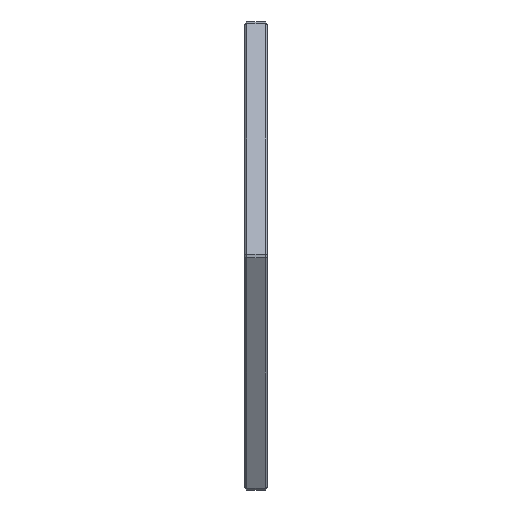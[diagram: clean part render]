
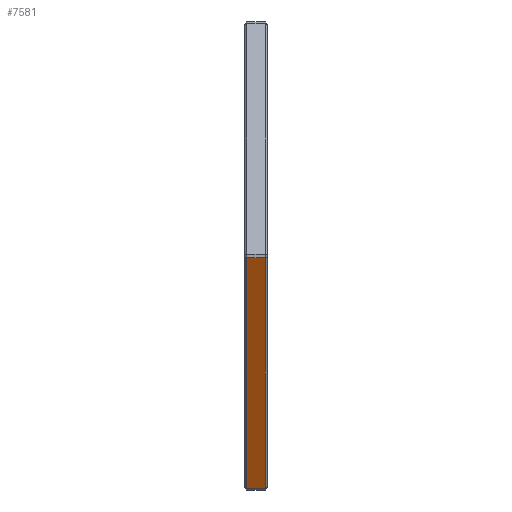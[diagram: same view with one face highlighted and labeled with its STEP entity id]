
A CAD part, front view. The second image highlights one B-rep face of the part: STEP entity #7581.
In plain terms, the highlighted planar face has unit normal (0, -0.866, -0.5).
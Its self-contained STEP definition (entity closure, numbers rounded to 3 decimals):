
#268 = PLANE('',#269);
#269 = AXIS2_PLACEMENT_3D('',#270,#271,#272);
#270 = CARTESIAN_POINT('',(-95.25,-29.783,-51.837));
#271 = DIRECTION('',(0.707,-0.612,-0.354));
#272 = DIRECTION('',(0.,-0.5,0.866));
#1739 = PLANE('',#1740);
#1740 = AXIS2_PLACEMENT_3D('',#1741,#1742,#1743);
#1741 = CARTESIAN_POINT('',(-99.75,-29.783,-51.837));
#1742 = DIRECTION('',(0.707,0.612,0.354));
#1743 = DIRECTION('',(0.,-0.5,0.866));
#2937 = VERTEX_POINT('',#2938);
#2938 = CARTESIAN_POINT('',(-95.5,-30.25,-51.529));
#2961 = VERTEX_POINT('',#2962);
#2962 = CARTESIAN_POINT('',(-95.5,-59.75,-0.433));
#2983 = EDGE_CURVE('',#2937,#2961,#2984,.T.);
#2984 = SURFACE_CURVE('',#2985,(#2989,#2996),.PCURVE_S1.);
#2985 = LINE('',#2986,#2987);
#2986 = CARTESIAN_POINT('',(-95.5,-30.,-51.962));
#2987 = VECTOR('',#2988,1.);
#2988 = DIRECTION('',(0.,-0.5,0.866));
#2989 = PCURVE('',#268,#2990);
#2990 = DEFINITIONAL_REPRESENTATION('',(#2991),#2995);
#2991 = LINE('',#2992,#2993);
#2992 = CARTESIAN_POINT('',(0.,0.354));
#2993 = VECTOR('',#2994,1.);
#2994 = DIRECTION('',(1.,0.));
#2995 = ( GEOMETRIC_REPRESENTATION_CONTEXT(2) 
PARAMETRIC_REPRESENTATION_CONTEXT() REPRESENTATION_CONTEXT('2D SPACE',''
  ) );
#2996 = PCURVE('',#2997,#3002);
#2997 = PLANE('',#2998);
#2998 = AXIS2_PLACEMENT_3D('',#2999,#3000,#3001);
#2999 = CARTESIAN_POINT('',(-95.,-30.,-51.962));
#3000 = DIRECTION('',(0.,0.866,0.5));
#3001 = DIRECTION('',(0.,-0.5,0.866));
#3002 = DEFINITIONAL_REPRESENTATION('',(#3003),#3007);
#3003 = LINE('',#3004,#3005);
#3004 = CARTESIAN_POINT('',(0.,-0.5));
#3005 = VECTOR('',#3006,1.);
#3006 = DIRECTION('',(1.,0.));
#3007 = ( GEOMETRIC_REPRESENTATION_CONTEXT(2) 
PARAMETRIC_REPRESENTATION_CONTEXT() REPRESENTATION_CONTEXT('2D SPACE',''
  ) );
#3051 = PLANE('',#3052);
#3052 = AXIS2_PLACEMENT_3D('',#3053,#3054,#3055);
#3053 = CARTESIAN_POINT('',(-95.,-29.875,-51.745));
#3054 = DIRECTION('',(0.,-0.5,-0.866));
#3055 = DIRECTION('',(1.,-0.,0.));
#3105 = PLANE('',#3106);
#3106 = AXIS2_PLACEMENT_3D('',#3107,#3108,#3109);
#3107 = CARTESIAN_POINT('',(-95.,-59.75,0.));
#3108 = DIRECTION('',(-0.,-1.,0.));
#3109 = DIRECTION('',(-1.,0.,0.));
#5796 = VERTEX_POINT('',#5797);
#5797 = CARTESIAN_POINT('',(-99.5,-59.75,-0.433));
#5847 = VERTEX_POINT('',#5848);
#5848 = CARTESIAN_POINT('',(-99.5,-30.25,-51.529));
#5896 = EDGE_CURVE('',#5847,#5796,#5897,.T.);
#5897 = SURFACE_CURVE('',#5898,(#5902,#5909),.PCURVE_S1.);
#5898 = LINE('',#5899,#5900);
#5899 = CARTESIAN_POINT('',(-99.5,-30.,-51.962));
#5900 = VECTOR('',#5901,1.);
#5901 = DIRECTION('',(0.,-0.5,0.866));
#5902 = PCURVE('',#1739,#5903);
#5903 = DEFINITIONAL_REPRESENTATION('',(#5904),#5908);
#5904 = LINE('',#5905,#5906);
#5905 = CARTESIAN_POINT('',(0.,0.354));
#5906 = VECTOR('',#5907,1.);
#5907 = DIRECTION('',(1.,0.));
#5908 = ( GEOMETRIC_REPRESENTATION_CONTEXT(2) 
PARAMETRIC_REPRESENTATION_CONTEXT() REPRESENTATION_CONTEXT('2D SPACE',''
  ) );
#5909 = PCURVE('',#2997,#5910);
#5910 = DEFINITIONAL_REPRESENTATION('',(#5911),#5915);
#5911 = LINE('',#5912,#5913);
#5912 = CARTESIAN_POINT('',(0.,-4.5));
#5913 = VECTOR('',#5914,1.);
#5914 = DIRECTION('',(1.,0.));
#5915 = ( GEOMETRIC_REPRESENTATION_CONTEXT(2) 
PARAMETRIC_REPRESENTATION_CONTEXT() REPRESENTATION_CONTEXT('2D SPACE',''
  ) );
#7581 = ADVANCED_FACE('',(#7582),#2997,.F.);
#7582 = FACE_BOUND('',#7583,.F.);
#7583 = EDGE_LOOP('',(#7584,#7585,#7606,#7607));
#7584 = ORIENTED_EDGE('',*,*,#2983,.F.);
#7585 = ORIENTED_EDGE('',*,*,#7586,.T.);
#7586 = EDGE_CURVE('',#2937,#5847,#7587,.T.);
#7587 = SURFACE_CURVE('',#7588,(#7592,#7599),.PCURVE_S1.);
#7588 = LINE('',#7589,#7590);
#7589 = CARTESIAN_POINT('',(-95.,-30.25,-51.529));
#7590 = VECTOR('',#7591,1.);
#7591 = DIRECTION('',(-1.,0.,0.));
#7592 = PCURVE('',#2997,#7593);
#7593 = DEFINITIONAL_REPRESENTATION('',(#7594),#7598);
#7594 = LINE('',#7595,#7596);
#7595 = CARTESIAN_POINT('',(0.5,0.));
#7596 = VECTOR('',#7597,1.);
#7597 = DIRECTION('',(0.,-1.));
#7598 = ( GEOMETRIC_REPRESENTATION_CONTEXT(2) 
PARAMETRIC_REPRESENTATION_CONTEXT() REPRESENTATION_CONTEXT('2D SPACE',''
  ) );
#7599 = PCURVE('',#3051,#7600);
#7600 = DEFINITIONAL_REPRESENTATION('',(#7601),#7605);
#7601 = LINE('',#7602,#7603);
#7602 = CARTESIAN_POINT('',(0.,0.433));
#7603 = VECTOR('',#7604,1.);
#7604 = DIRECTION('',(-1.,0.));
#7605 = ( GEOMETRIC_REPRESENTATION_CONTEXT(2) 
PARAMETRIC_REPRESENTATION_CONTEXT() REPRESENTATION_CONTEXT('2D SPACE',''
  ) );
#7606 = ORIENTED_EDGE('',*,*,#5896,.T.);
#7607 = ORIENTED_EDGE('',*,*,#7608,.F.);
#7608 = EDGE_CURVE('',#2961,#5796,#7609,.T.);
#7609 = SURFACE_CURVE('',#7610,(#7614,#7621),.PCURVE_S1.);
#7610 = LINE('',#7611,#7612);
#7611 = CARTESIAN_POINT('',(-95.,-59.75,-0.433));
#7612 = VECTOR('',#7613,1.);
#7613 = DIRECTION('',(-1.,0.,0.));
#7614 = PCURVE('',#2997,#7615);
#7615 = DEFINITIONAL_REPRESENTATION('',(#7616),#7620);
#7616 = LINE('',#7617,#7618);
#7617 = CARTESIAN_POINT('',(59.5,0.));
#7618 = VECTOR('',#7619,1.);
#7619 = DIRECTION('',(0.,-1.));
#7620 = ( GEOMETRIC_REPRESENTATION_CONTEXT(2) 
PARAMETRIC_REPRESENTATION_CONTEXT() REPRESENTATION_CONTEXT('2D SPACE',''
  ) );
#7621 = PCURVE('',#3105,#7622);
#7622 = DEFINITIONAL_REPRESENTATION('',(#7623),#7627);
#7623 = LINE('',#7624,#7625);
#7624 = CARTESIAN_POINT('',(0.,0.433));
#7625 = VECTOR('',#7626,1.);
#7626 = DIRECTION('',(1.,0.));
#7627 = ( GEOMETRIC_REPRESENTATION_CONTEXT(2) 
PARAMETRIC_REPRESENTATION_CONTEXT() REPRESENTATION_CONTEXT('2D SPACE',''
  ) );
